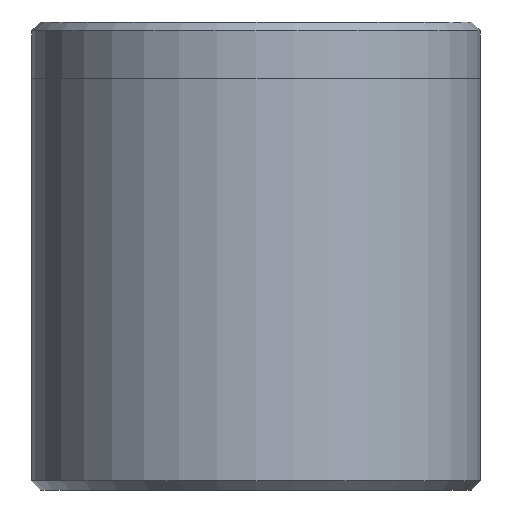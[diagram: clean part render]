
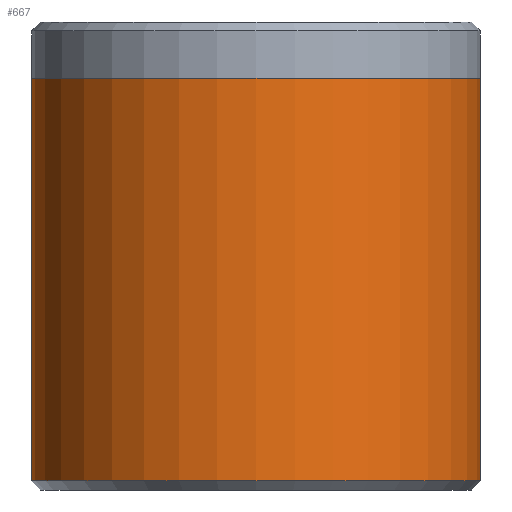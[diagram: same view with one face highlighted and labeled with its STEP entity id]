
A CAD part, front view. The second image highlights one B-rep face of the part: STEP entity #667.
In plain terms, the highlighted cylindrical face has radius 12 mm (diameter 24 mm), a partial arc.
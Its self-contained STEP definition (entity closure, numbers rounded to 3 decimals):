
#10 = CARTESIAN_POINT ( 'NONE',  ( 0., 0., 0.5 ) ) ;
#75 = CYLINDRICAL_SURFACE ( 'NONE', #1316, 12. ) ;
#119 = ORIENTED_EDGE ( 'NONE', *, *, #1744, .T. ) ;
#134 = VECTOR ( 'NONE', #787, 1000. ) ;
#163 = VERTEX_POINT ( 'NONE', #1053 ) ;
#164 = LINE ( 'NONE', #1805, #134 ) ;
#201 = CARTESIAN_POINT ( 'NONE',  ( 0., 0., 25. ) ) ;
#582 = EDGE_CURVE ( 'NONE', #969, #1129, #724, .T. ) ;
#612 = DIRECTION ( 'NONE',  ( 0., 0., 1. ) ) ;
#635 = EDGE_CURVE ( 'NONE', #163, #681, #709, .T. ) ;
#667 = ADVANCED_FACE ( 'NONE', ( #699 ), #75, .T. ) ;
#681 = VERTEX_POINT ( 'NONE', #789 ) ;
#689 = DIRECTION ( 'NONE',  ( 1., 0., 0. ) ) ;
#691 = CARTESIAN_POINT ( 'NONE',  ( 12., 0., 0.5 ) ) ;
#699 = FACE_OUTER_BOUND ( 'NONE', #1183, .T. ) ;
#709 = CIRCLE ( 'NONE', #1002, 12. ) ;
#724 = CIRCLE ( 'NONE', #764, 12. ) ;
#764 = AXIS2_PLACEMENT_3D ( 'NONE', #10, #612, #689 ) ;
#787 = DIRECTION ( 'NONE',  ( 0., 0., -1. ) ) ;
#789 = CARTESIAN_POINT ( 'NONE',  ( 12., 0., 22. ) ) ;
#799 = CARTESIAN_POINT ( 'NONE',  ( -12., 0., 0.5 ) ) ;
#862 = ORIENTED_EDGE ( 'NONE', *, *, #635, .F. ) ;
#957 = VECTOR ( 'NONE', #2032, 1000. ) ;
#969 = VERTEX_POINT ( 'NONE', #799 ) ;
#977 = EDGE_CURVE ( 'NONE', #681, #1129, #164, .T. ) ;
#1002 = AXIS2_PLACEMENT_3D ( 'NONE', #1700, #1712, #1790 ) ;
#1053 = CARTESIAN_POINT ( 'NONE',  ( -12., 0., 22. ) ) ;
#1129 = VERTEX_POINT ( 'NONE', #691 ) ;
#1183 = EDGE_LOOP ( 'NONE', ( #1411, #862, #119, #1395 ) ) ;
#1316 = AXIS2_PLACEMENT_3D ( 'NONE', #201, #1658, #1652 ) ;
#1395 = ORIENTED_EDGE ( 'NONE', *, *, #582, .T. ) ;
#1411 = ORIENTED_EDGE ( 'NONE', *, *, #977, .F. ) ;
#1652 = DIRECTION ( 'NONE',  ( -1., 0., 0. ) ) ;
#1658 = DIRECTION ( 'NONE',  ( 0., 0., -1. ) ) ;
#1700 = CARTESIAN_POINT ( 'NONE',  ( 0., 0., 22. ) ) ;
#1712 = DIRECTION ( 'NONE',  ( 0., 0., 1. ) ) ;
#1744 = EDGE_CURVE ( 'NONE', #163, #969, #1798, .T. ) ;
#1758 = CARTESIAN_POINT ( 'NONE',  ( -12., 0., 25. ) ) ;
#1790 = DIRECTION ( 'NONE',  ( 1., 0., 0. ) ) ;
#1798 = LINE ( 'NONE', #1758, #957 ) ;
#1805 = CARTESIAN_POINT ( 'NONE',  ( 12., 0., 25. ) ) ;
#2032 = DIRECTION ( 'NONE',  ( 0., 0., -1. ) ) ;
